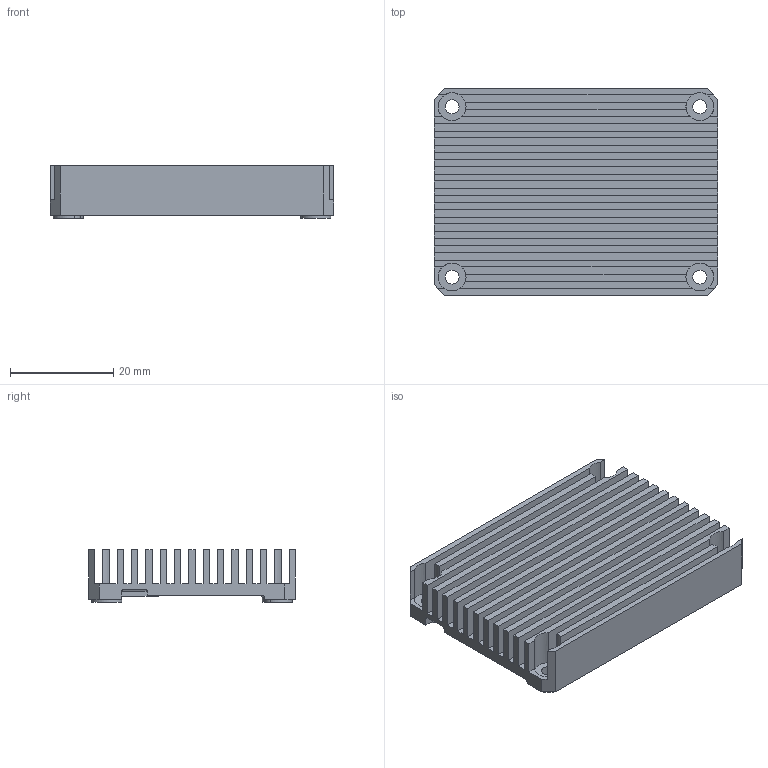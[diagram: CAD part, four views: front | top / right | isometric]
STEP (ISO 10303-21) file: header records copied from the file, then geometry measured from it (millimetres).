
FILE_DESCRIPTION(/* description */ ('','CAx-IF Rec.Pracs.---Representation and Presentation of Product Manufacturing Information (PMI)---4.0---2014-10-13'),/* implementation_level */ '2;1');
FILE_NAME(/* name */ 'heatsink.step',/* time_stamp */ '2025-02-03T22:29:59+01:00',/* author */ ('Ivan Kuleshov'),/* organization */ ('Uptime Industries Inc.'),/* preprocessor_version */ 'ST-DEVELOPER v20',/* originating_system */ 'Autodesk Translation Framework v13.20.0.188',/* authorisation */ '');
FILE_SCHEMA (('AP242_MANAGED_MODEL_BASED_3D_ENGINEERING_MIM_LF { 1 0 10303 442 1 1 4 }'));
Length unit declared in the file: millimetre
Products named in the file (2): heatsink only; Heatsink
Assembly tree (1 placements, depth 2):
  heatsink only
    Heatsink
Bounding box: 54.96 x 40 x 10.27 mm (x, y, z)
Volume: 10080.3 mm3; surface area: 16186.9 mm2
Topology: 1 solids, 1 shells, 184 faces, 500 edges, 319 vertices
Faces by surface type: plane 121, cylinder 47, torus 8, sphere 7, bspline 1
Full cylindrical faces by diameter (mm): 2.7 x4, 5.4 x4, 5.8 x3
Entity records: 5877 total; most frequent: CARTESIAN_POINT 1068, ORIENTED_EDGE 1000, DIRECTION 998, EDGE_CURVE 500, LINE 368, VECTOR 368, VERTEX_POINT 319, AXIS2_PLACEMENT_3D 315
